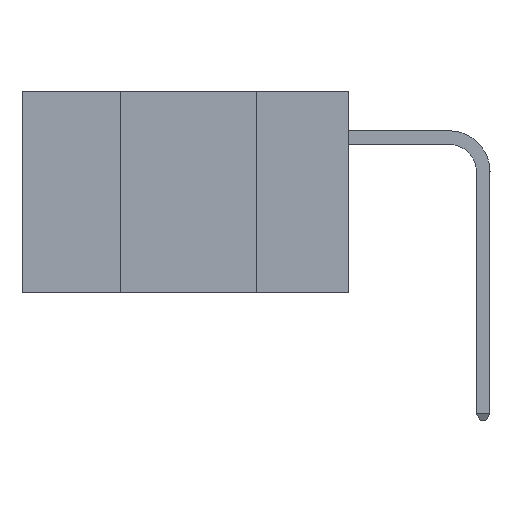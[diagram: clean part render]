
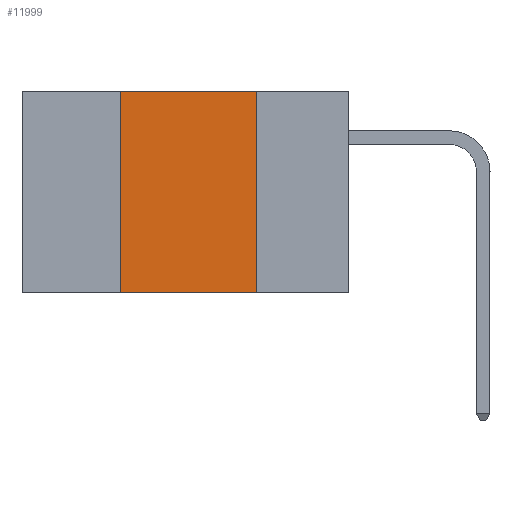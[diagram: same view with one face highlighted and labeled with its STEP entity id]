
A CAD part, left-side view. The second image highlights one B-rep face of the part: STEP entity #11999.
In plain terms, the highlighted planar face has unit normal (-1, 0, 0).
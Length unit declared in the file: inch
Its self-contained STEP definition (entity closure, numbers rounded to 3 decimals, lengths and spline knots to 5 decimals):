
#141 = LINE ( 'NONE', #8151, #9941 ) ;
#344 = VERTEX_POINT ( 'NONE', #11198 ) ;
#576 = CARTESIAN_POINT ( 'NONE',  ( 0., 0.42, -0.37 ) ) ;
#753 = EDGE_CURVE ( 'NONE', #1732, #344, #141, .T. ) ;
#1112 = VECTOR ( 'NONE', #8310, 39.37008 ) ;
#1721 = EDGE_CURVE ( 'NONE', #1732, #11703, #13030, .T. ) ;
#1732 = VERTEX_POINT ( 'NONE', #576 ) ;
#1886 = DIRECTION ( 'NONE',  ( 0., -1., 0. ) ) ;
#2207 = CARTESIAN_POINT ( 'NONE',  ( 0., 0.6, 0. ) ) ;
#2520 = ORIENTED_EDGE ( 'NONE', *, *, #15149, .F. ) ;
#2676 = DIRECTION ( 'NONE',  ( 0., -1., 0. ) ) ;
#4166 = VECTOR ( 'NONE', #2676, 39.37008 ) ;
#4415 = CARTESIAN_POINT ( 'NONE',  ( 0., 0.17, 0. ) ) ;
#4917 = FACE_OUTER_BOUND ( 'NONE', #12041, .T. ) ;
#4994 = DIRECTION ( 'NONE',  ( 0., 0., -1. ) ) ;
#5227 = LINE ( 'NONE', #4415, #1112 ) ;
#5530 = ORIENTED_EDGE ( 'NONE', *, *, #1721, .F. ) ;
#6205 = VERTEX_POINT ( 'NONE', #11289 ) ;
#6234 = VECTOR ( 'NONE', #8719, 39.37008 ) ;
#8151 = CARTESIAN_POINT ( 'NONE',  ( 0., 0.6, -0.37 ) ) ;
#8310 = DIRECTION ( 'NONE',  ( 0., 0., -1. ) ) ;
#8719 = DIRECTION ( 'NONE',  ( 0., 0., 1. ) ) ;
#8769 = CARTESIAN_POINT ( 'NONE',  ( 0., 0.42, 0. ) ) ;
#9941 = VECTOR ( 'NONE', #1886, 39.37008 ) ;
#11015 = LINE ( 'NONE', #15605, #4166 ) ;
#11198 = CARTESIAN_POINT ( 'NONE',  ( 0., 0.17, -0.37 ) ) ;
#11289 = CARTESIAN_POINT ( 'NONE',  ( 0., 0.17, 0. ) ) ;
#11703 = VERTEX_POINT ( 'NONE', #13018 ) ;
#11999 = ADVANCED_FACE ( 'NONE', ( #4917 ), #12677, .F. ) ;
#12041 = EDGE_LOOP ( 'NONE', ( #2520, #15330, #5530, #12742 ) ) ;
#12677 = PLANE ( 'NONE',  #16393 ) ;
#12742 = ORIENTED_EDGE ( 'NONE', *, *, #753, .T. ) ;
#13018 = CARTESIAN_POINT ( 'NONE',  ( 0., 0.42, 0. ) ) ;
#13030 = LINE ( 'NONE', #8769, #6234 ) ;
#14944 = EDGE_CURVE ( 'NONE', #11703, #6205, #11015, .T. ) ;
#15149 = EDGE_CURVE ( 'NONE', #6205, #344, #5227, .T. ) ;
#15330 = ORIENTED_EDGE ( 'NONE', *, *, #14944, .F. ) ;
#15605 = CARTESIAN_POINT ( 'NONE',  ( 0., 0.6, 0. ) ) ;
#16393 = AXIS2_PLACEMENT_3D ( 'NONE', #2207, #16432, #4994 ) ;
#16432 = DIRECTION ( 'NONE',  ( 1., 0., 0. ) ) ;
